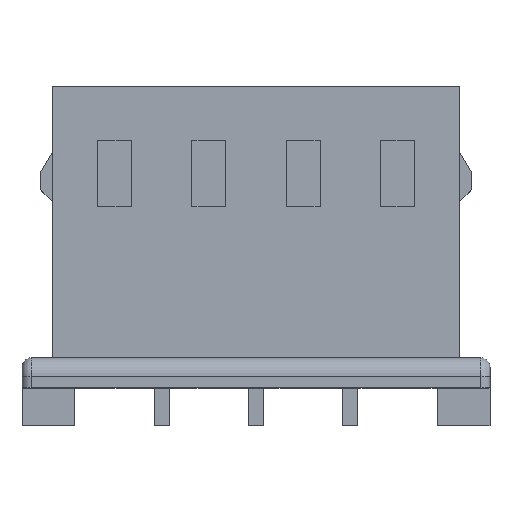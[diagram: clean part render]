
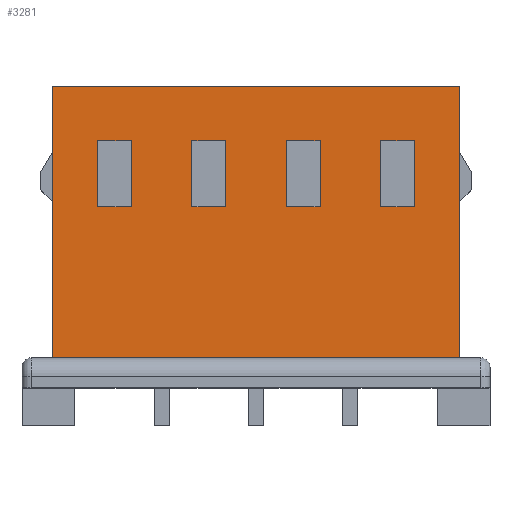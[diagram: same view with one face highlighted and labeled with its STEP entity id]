
A CAD part, top view. The second image highlights one B-rep face of the part: STEP entity #3281.
In plain terms, the highlighted planar face has unit normal (0, 0, 1).
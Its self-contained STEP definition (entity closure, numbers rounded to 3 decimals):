
#513=DIRECTION('',(-1.,0.,0.));
#514=VECTOR('',#513,10.8);
#515=CARTESIAN_POINT('',(5.4,-3.2,1.55));
#516=LINE('',#515,#514);
#565=DIRECTION('',(0.,-1.,0.));
#566=VECTOR('',#565,7.2);
#567=CARTESIAN_POINT('',(-5.4,4.,1.55));
#568=LINE('',#567,#566);
#725=DIRECTION('',(-1.,0.,0.));
#726=VECTOR('',#725,10.8);
#727=CARTESIAN_POINT('',(5.4,4.,1.55));
#728=LINE('',#727,#726);
#925=DIRECTION('',(0.,1.,0.));
#926=VECTOR('',#925,7.2);
#927=CARTESIAN_POINT('',(5.4,-3.2,1.55));
#928=LINE('',#927,#926);
#945=DIRECTION('',(0.,-1.,0.));
#946=VECTOR('',#945,1.75);
#947=CARTESIAN_POINT('',(-4.2,2.55,1.55));
#948=LINE('',#947,#946);
#949=DIRECTION('',(1.,0.,0.));
#950=VECTOR('',#949,0.9);
#951=CARTESIAN_POINT('',(-4.2,0.8,1.55));
#952=LINE('',#951,#950);
#953=DIRECTION('',(0.,1.,0.));
#954=VECTOR('',#953,1.75);
#955=CARTESIAN_POINT('',(-3.3,0.8,1.55));
#956=LINE('',#955,#954);
#957=DIRECTION('',(-1.,0.,0.));
#958=VECTOR('',#957,0.9);
#959=CARTESIAN_POINT('',(-3.3,2.55,1.55));
#960=LINE('',#959,#958);
#961=DIRECTION('',(0.,-1.,0.));
#962=VECTOR('',#961,1.75);
#963=CARTESIAN_POINT('',(-1.7,2.55,1.55));
#964=LINE('',#963,#962);
#965=DIRECTION('',(1.,0.,0.));
#966=VECTOR('',#965,0.9);
#967=CARTESIAN_POINT('',(-1.7,0.8,1.55));
#968=LINE('',#967,#966);
#969=DIRECTION('',(0.,1.,0.));
#970=VECTOR('',#969,1.75);
#971=CARTESIAN_POINT('',(-0.8,0.8,1.55));
#972=LINE('',#971,#970);
#973=DIRECTION('',(-1.,0.,0.));
#974=VECTOR('',#973,0.9);
#975=CARTESIAN_POINT('',(-0.8,2.55,1.55));
#976=LINE('',#975,#974);
#977=DIRECTION('',(0.,-1.,0.));
#978=VECTOR('',#977,1.75);
#979=CARTESIAN_POINT('',(0.8,2.55,1.55));
#980=LINE('',#979,#978);
#981=DIRECTION('',(1.,0.,0.));
#982=VECTOR('',#981,0.9);
#983=CARTESIAN_POINT('',(0.8,0.8,1.55));
#984=LINE('',#983,#982);
#985=DIRECTION('',(0.,1.,0.));
#986=VECTOR('',#985,1.75);
#987=CARTESIAN_POINT('',(1.7,0.8,1.55));
#988=LINE('',#987,#986);
#989=DIRECTION('',(-1.,0.,0.));
#990=VECTOR('',#989,0.9);
#991=CARTESIAN_POINT('',(1.7,2.55,1.55));
#992=LINE('',#991,#990);
#993=DIRECTION('',(0.,-1.,0.));
#994=VECTOR('',#993,1.75);
#995=CARTESIAN_POINT('',(3.3,2.55,1.55));
#996=LINE('',#995,#994);
#997=DIRECTION('',(1.,0.,0.));
#998=VECTOR('',#997,0.9);
#999=CARTESIAN_POINT('',(3.3,0.8,1.55));
#1000=LINE('',#999,#998);
#1001=DIRECTION('',(0.,1.,0.));
#1002=VECTOR('',#1001,1.75);
#1003=CARTESIAN_POINT('',(4.2,0.8,1.55));
#1004=LINE('',#1003,#1002);
#1005=DIRECTION('',(-1.,0.,0.));
#1006=VECTOR('',#1005,0.9);
#1007=CARTESIAN_POINT('',(4.2,2.55,1.55));
#1008=LINE('',#1007,#1006);
#1498=CARTESIAN_POINT('',(-5.4,-3.2,1.55));
#1500=VERTEX_POINT('',#1498);
#1502=CARTESIAN_POINT('',(5.4,-3.2,1.55));
#1504=VERTEX_POINT('',#1502);
#1505=CARTESIAN_POINT('',(-5.4,4.,1.55));
#1506=VERTEX_POINT('',#1505);
#1507=CARTESIAN_POINT('',(5.4,4.,1.55));
#1508=VERTEX_POINT('',#1507);
#1577=CARTESIAN_POINT('',(-4.2,2.55,1.55));
#1578=CARTESIAN_POINT('',(-4.2,0.8,1.55));
#1579=VERTEX_POINT('',#1577);
#1580=VERTEX_POINT('',#1578);
#1581=CARTESIAN_POINT('',(-3.3,0.8,1.55));
#1582=VERTEX_POINT('',#1581);
#1583=CARTESIAN_POINT('',(-3.3,2.55,1.55));
#1584=VERTEX_POINT('',#1583);
#1641=CARTESIAN_POINT('',(-1.7,2.55,1.55));
#1642=CARTESIAN_POINT('',(-1.7,0.8,1.55));
#1643=VERTEX_POINT('',#1641);
#1644=VERTEX_POINT('',#1642);
#1645=CARTESIAN_POINT('',(-0.8,0.8,1.55));
#1646=VERTEX_POINT('',#1645);
#1647=CARTESIAN_POINT('',(-0.8,2.55,1.55));
#1648=VERTEX_POINT('',#1647);
#1657=CARTESIAN_POINT('',(0.8,2.55,1.55));
#1658=CARTESIAN_POINT('',(0.8,0.8,1.55));
#1659=VERTEX_POINT('',#1657);
#1660=VERTEX_POINT('',#1658);
#1661=CARTESIAN_POINT('',(1.7,0.8,1.55));
#1662=VERTEX_POINT('',#1661);
#1663=CARTESIAN_POINT('',(1.7,2.55,1.55));
#1664=VERTEX_POINT('',#1663);
#1673=CARTESIAN_POINT('',(3.3,2.55,1.55));
#1674=CARTESIAN_POINT('',(3.3,0.8,1.55));
#1675=VERTEX_POINT('',#1673);
#1676=VERTEX_POINT('',#1674);
#1677=CARTESIAN_POINT('',(4.2,0.8,1.55));
#1678=VERTEX_POINT('',#1677);
#1679=CARTESIAN_POINT('',(4.2,2.55,1.55));
#1680=VERTEX_POINT('',#1679);
#3230=CARTESIAN_POINT('',(5.4,4.,1.55));
#3231=DIRECTION('',(0.,0.,-1.));
#3232=DIRECTION('',(-1.,0.,0.));
#3233=AXIS2_PLACEMENT_3D('',#3230,#3231,#3232);
#3234=PLANE('',#3233);
#3235=ORIENTED_EDGE('',*,*,#2706,.F.);
#3236=ORIENTED_EDGE('',*,*,#2862,.F.);
#3237=ORIENTED_EDGE('',*,*,#3214,.F.);
#3238=ORIENTED_EDGE('',*,*,#2612,.T.);
#3239=EDGE_LOOP('',(#3235,#3236,#3237,#3238));
#3240=FACE_OUTER_BOUND('',#3239,.F.);
#3242=ORIENTED_EDGE('',*,*,#3241,.T.);
#3244=ORIENTED_EDGE('',*,*,#3243,.T.);
#3246=ORIENTED_EDGE('',*,*,#3245,.T.);
#3248=ORIENTED_EDGE('',*,*,#3247,.T.);
#3249=EDGE_LOOP('',(#3242,#3244,#3246,#3248));
#3250=FACE_BOUND('',#3249,.F.);
#3252=ORIENTED_EDGE('',*,*,#3251,.T.);
#3254=ORIENTED_EDGE('',*,*,#3253,.T.);
#3256=ORIENTED_EDGE('',*,*,#3255,.T.);
#3258=ORIENTED_EDGE('',*,*,#3257,.T.);
#3259=EDGE_LOOP('',(#3252,#3254,#3256,#3258));
#3260=FACE_BOUND('',#3259,.F.);
#3262=ORIENTED_EDGE('',*,*,#3261,.T.);
#3264=ORIENTED_EDGE('',*,*,#3263,.T.);
#3266=ORIENTED_EDGE('',*,*,#3265,.T.);
#3268=ORIENTED_EDGE('',*,*,#3267,.T.);
#3269=EDGE_LOOP('',(#3262,#3264,#3266,#3268));
#3270=FACE_BOUND('',#3269,.F.);
#3272=ORIENTED_EDGE('',*,*,#3271,.T.);
#3274=ORIENTED_EDGE('',*,*,#3273,.T.);
#3276=ORIENTED_EDGE('',*,*,#3275,.T.);
#3278=ORIENTED_EDGE('',*,*,#3277,.T.);
#3279=EDGE_LOOP('',(#3272,#3274,#3276,#3278));
#3280=FACE_BOUND('',#3279,.F.);
#3281=ADVANCED_FACE('',(#3240,#3250,#3260,#3270,#3280),#3234,.F.);
#2612=EDGE_CURVE('',#1504,#1500,#516,.T.);
#2706=EDGE_CURVE('',#1506,#1500,#568,.T.);
#2862=EDGE_CURVE('',#1508,#1506,#728,.T.);
#3214=EDGE_CURVE('',#1504,#1508,#928,.T.);
#3241=EDGE_CURVE('',#1579,#1580,#948,.T.);
#3243=EDGE_CURVE('',#1580,#1582,#952,.T.);
#3245=EDGE_CURVE('',#1582,#1584,#956,.T.);
#3247=EDGE_CURVE('',#1584,#1579,#960,.T.);
#3251=EDGE_CURVE('',#1643,#1644,#964,.T.);
#3253=EDGE_CURVE('',#1644,#1646,#968,.T.);
#3255=EDGE_CURVE('',#1646,#1648,#972,.T.);
#3257=EDGE_CURVE('',#1648,#1643,#976,.T.);
#3261=EDGE_CURVE('',#1659,#1660,#980,.T.);
#3263=EDGE_CURVE('',#1660,#1662,#984,.T.);
#3265=EDGE_CURVE('',#1662,#1664,#988,.T.);
#3267=EDGE_CURVE('',#1664,#1659,#992,.T.);
#3271=EDGE_CURVE('',#1675,#1676,#996,.T.);
#3273=EDGE_CURVE('',#1676,#1678,#1000,.T.);
#3275=EDGE_CURVE('',#1678,#1680,#1004,.T.);
#3277=EDGE_CURVE('',#1680,#1675,#1008,.T.);
